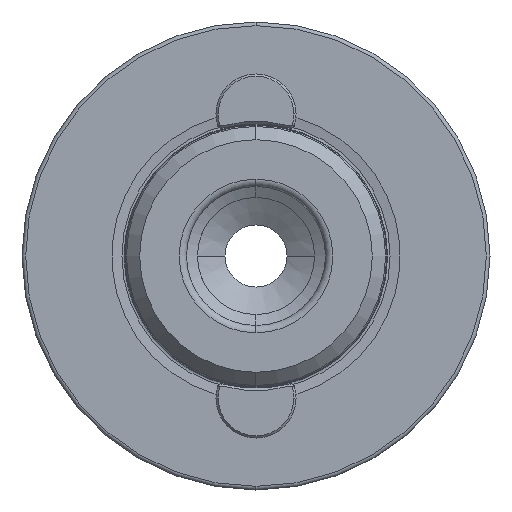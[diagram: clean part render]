
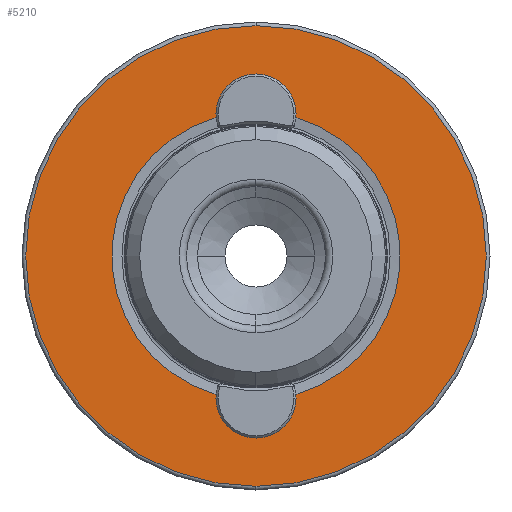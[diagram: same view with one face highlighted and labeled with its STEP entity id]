
A CAD part, left-side view. The second image highlights one B-rep face of the part: STEP entity #5210.
In plain terms, the highlighted planar face has unit normal (-1, 0, 0).
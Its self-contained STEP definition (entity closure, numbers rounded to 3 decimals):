
#6 = CARTESIAN_POINT ( 'NONE',  ( 0., 0., 31.5 ) ) ;
#20 = EDGE_CURVE ( 'NONE', #398, #2916, #2550, .T. ) ;
#240 = CARTESIAN_POINT ( 'NONE',  ( 0., -2.305, 19.58 ) ) ;
#398 = VERTEX_POINT ( 'NONE', #2968 ) ;
#423 = DIRECTION ( 'NONE',  ( 0., 0., -1. ) ) ;
#429 = DIRECTION ( 'NONE',  ( 1., 0., 0. ) ) ;
#446 = CARTESIAN_POINT ( 'NONE',  ( 0., 0., -19.715 ) ) ;
#453 = PLANE ( 'NONE',  #705 ) ;
#705 = AXIS2_PLACEMENT_3D ( 'NONE', #446, #429, #423 ) ;
#937 = CIRCLE ( 'NONE', #1215, 19.715 ) ;
#962 = VERTEX_POINT ( 'NONE', #3617 ) ;
#1010 = CARTESIAN_POINT ( 'NONE',  ( 0., 2.305, -19.58 ) ) ;
#1048 = VERTEX_POINT ( 'NONE', #2642 ) ;
#1184 = DIRECTION ( 'NONE',  ( 0., 0., 1. ) ) ;
#1189 = DIRECTION ( 'NONE',  ( -1., 0., 0. ) ) ;
#1215 = AXIS2_PLACEMENT_3D ( 'NONE', #4749, #4740, #4731 ) ;
#1232 = CARTESIAN_POINT ( 'NONE',  ( 0., 0., 0. ) ) ;
#1253 = EDGE_CURVE ( 'NONE', #3387, #4921, #4683, .T. ) ;
#1336 = EDGE_LOOP ( 'NONE', ( #1564, #1619, #1623, #1644, #1650, #1682 ) ) ;
#1364 = EDGE_CURVE ( 'NONE', #2916, #3324, #4038, .T. ) ;
#1439 = CARTESIAN_POINT ( 'NONE',  ( 0., 0., -21.5 ) ) ;
#1454 = DIRECTION ( 'NONE',  ( -1., 0., 0. ) ) ;
#1472 = CARTESIAN_POINT ( 'NONE',  ( 0., 0., 0. ) ) ;
#1476 = DIRECTION ( 'NONE',  ( 0., 0., 1. ) ) ;
#1481 = DIRECTION ( 'NONE',  ( -1., 0., 0. ) ) ;
#1484 = DIRECTION ( 'NONE',  ( 0., 0., 1. ) ) ;
#1538 = VERTEX_POINT ( 'NONE', #1010 ) ;
#1564 = ORIENTED_EDGE ( 'NONE', *, *, #3414, .F. ) ;
#1619 = ORIENTED_EDGE ( 'NONE', *, *, #4594, .T. ) ;
#1620 = EDGE_CURVE ( 'NONE', #4921, #3387, #3376, .T. ) ;
#1623 = ORIENTED_EDGE ( 'NONE', *, *, #2507, .T. ) ;
#1644 = ORIENTED_EDGE ( 'NONE', *, *, #1364, .F. ) ;
#1650 = ORIENTED_EDGE ( 'NONE', *, *, #20, .F. ) ;
#1682 = ORIENTED_EDGE ( 'NONE', *, *, #2894, .F. ) ;
#1685 = ORIENTED_EDGE ( 'NONE', *, *, #1253, .T. ) ;
#1692 = ORIENTED_EDGE ( 'NONE', *, *, #1620, .T. ) ;
#1902 = DIRECTION ( 'NONE',  ( 0., 0., 1. ) ) ;
#1908 = DIRECTION ( 'NONE',  ( -1., 0., 0. ) ) ;
#1920 = CARTESIAN_POINT ( 'NONE',  ( 0., 0., 0. ) ) ;
#2034 = CARTESIAN_POINT ( 'NONE',  ( 0., 0., -31.5 ) ) ;
#2190 = EDGE_LOOP ( 'NONE', ( #1685, #1692 ) ) ;
#2254 = AXIS2_PLACEMENT_3D ( 'NONE', #3451, #3432, #3423 ) ;
#2455 = CIRCLE ( 'NONE', #3049, 3. ) ;
#2462 = CARTESIAN_POINT ( 'NONE',  ( 0., 0., 21.5 ) ) ;
#2507 = EDGE_CURVE ( 'NONE', #962, #3324, #2713, .T. ) ;
#2550 = CIRCLE ( 'NONE', #3343, 3. ) ;
#2599 = AXIS2_PLACEMENT_3D ( 'NONE', #2462, #5224, #5192 ) ;
#2642 = CARTESIAN_POINT ( 'NONE',  ( 0., 2.305, 19.58 ) ) ;
#2713 = CIRCLE ( 'NONE', #2599, 3. ) ;
#2894 = EDGE_CURVE ( 'NONE', #1538, #398, #2455, .T. ) ;
#2916 = VERTEX_POINT ( 'NONE', #3838 ) ;
#2968 = CARTESIAN_POINT ( 'NONE',  ( 0., 0., -24.5 ) ) ;
#3049 = AXIS2_PLACEMENT_3D ( 'NONE', #4343, #4266, #4238 ) ;
#3324 = VERTEX_POINT ( 'NONE', #240 ) ;
#3343 = AXIS2_PLACEMENT_3D ( 'NONE', #1439, #1454, #1476 ) ;
#3376 = CIRCLE ( 'NONE', #4404, 31.5 ) ;
#3382 = AXIS2_PLACEMENT_3D ( 'NONE', #1920, #1908, #1902 ) ;
#3387 = VERTEX_POINT ( 'NONE', #6 ) ;
#3414 = EDGE_CURVE ( 'NONE', #1048, #1538, #937, .T. ) ;
#3423 = DIRECTION ( 'NONE',  ( 0., 0., -1. ) ) ;
#3432 = DIRECTION ( 'NONE',  ( 1., 0., 0. ) ) ;
#3451 = CARTESIAN_POINT ( 'NONE',  ( 0., 0., 21.5 ) ) ;
#3459 = FACE_OUTER_BOUND ( 'NONE', #2190, .T. ) ;
#3617 = CARTESIAN_POINT ( 'NONE',  ( 0., 0., 24.5 ) ) ;
#3838 = CARTESIAN_POINT ( 'NONE',  ( 0., -2.305, -19.58 ) ) ;
#4038 = CIRCLE ( 'NONE', #5278, 19.715 ) ;
#4238 = DIRECTION ( 'NONE',  ( 0., 0., 1. ) ) ;
#4266 = DIRECTION ( 'NONE',  ( -1., 0., 0. ) ) ;
#4343 = CARTESIAN_POINT ( 'NONE',  ( 0., 0., -21.5 ) ) ;
#4404 = AXIS2_PLACEMENT_3D ( 'NONE', #1472, #1481, #1484 ) ;
#4455 = FACE_BOUND ( 'NONE', #1336, .T. ) ;
#4594 = EDGE_CURVE ( 'NONE', #1048, #962, #4903, .T. ) ;
#4683 = CIRCLE ( 'NONE', #3382, 31.5 ) ;
#4731 = DIRECTION ( 'NONE',  ( 0., 0., 1. ) ) ;
#4740 = DIRECTION ( 'NONE',  ( -1., 0., 0. ) ) ;
#4749 = CARTESIAN_POINT ( 'NONE',  ( 0., 0., 0. ) ) ;
#4903 = CIRCLE ( 'NONE', #2254, 3. ) ;
#4921 = VERTEX_POINT ( 'NONE', #2034 ) ;
#5192 = DIRECTION ( 'NONE',  ( 0., 0., -1. ) ) ;
#5210 = ADVANCED_FACE ( 'NONE', ( #4455, #3459 ), #453, .F. ) ;
#5224 = DIRECTION ( 'NONE',  ( 1., 0., 0. ) ) ;
#5278 = AXIS2_PLACEMENT_3D ( 'NONE', #1232, #1189, #1184 ) ;
